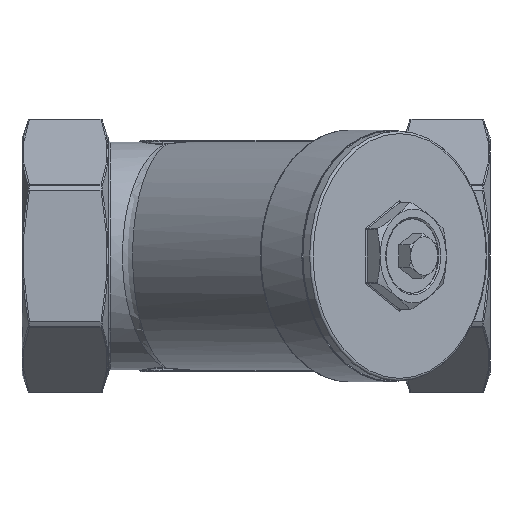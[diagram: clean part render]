
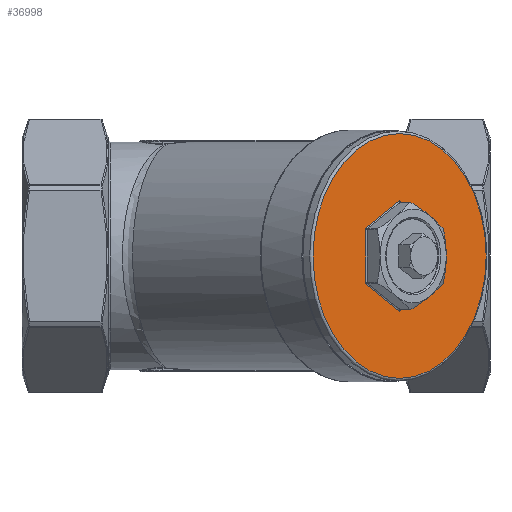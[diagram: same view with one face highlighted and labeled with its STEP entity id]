
A CAD part, front view. The second image highlights one B-rep face of the part: STEP entity #36998.
In plain terms, the highlighted planar face has unit normal (0.707, -0.707, 0).
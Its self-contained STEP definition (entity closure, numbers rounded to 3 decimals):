
#108 = EDGE_CURVE ( 'NONE', #34517, #3294, #36487, .T. ) ;
#188 = CARTESIAN_POINT ( 'NONE',  ( 170.773, -79.903, 10.97 ) ) ;
#461 = ORIENTED_EDGE ( 'NONE', *, *, #776, .T. ) ;
#776 = EDGE_CURVE ( 'NONE', #34517, #19508, #25747, .T. ) ;
#1398 = ORIENTED_EDGE ( 'NONE', *, *, #9326, .T. ) ;
#1541 = EDGE_CURVE ( 'NONE', #9685, #23442, #25396, .T. ) ;
#1809 = FACE_OUTER_BOUND ( 'NONE', #10236, .T. ) ;
#1913 = CARTESIAN_POINT ( 'NONE',  ( 171.127, -79.55, 11.836 ) ) ;
#2012 = ORIENTED_EDGE ( 'NONE', *, *, #9445, .F. ) ;
#2373 = DIRECTION ( 'NONE',  ( 0.707, 0.707, 0. ) ) ;
#2416 = EDGE_CURVE ( 'NONE', #21825, #5637, #24865, .T. ) ;
#2597 = CARTESIAN_POINT ( 'NONE',  ( 143.55, -107.127, -11.836 ) ) ;
#2627 = ORIENTED_EDGE ( 'NONE', *, *, #19307, .T. ) ;
#2639 = VERTEX_POINT ( 'NONE', #20282 ) ;
#2864 = EDGE_CURVE ( 'NONE', #9685, #5637, #19655, .T. ) ;
#2946 = DIRECTION ( 'NONE',  ( -0.612, -0.612, -0.5 ) ) ;
#3294 = VERTEX_POINT ( 'NONE', #31967 ) ;
#3329 = EDGE_CURVE ( 'NONE', #28294, #12085, #12291, .T. ) ;
#3775 = LINE ( 'NONE', #9052, #34518 ) ;
#4000 = CARTESIAN_POINT ( 'NONE',  ( 143.903, -106.773, -10.97 ) ) ;
#4393 = CARTESIAN_POINT ( 'NONE',  ( 143.196, -107.48, -10.97 ) ) ;
#4625 = CARTESIAN_POINT ( 'NONE',  ( 157.338, -93.338, 0. ) ) ;
#5389 = DIRECTION ( 'NONE',  ( 0.612, 0.612, -0.5 ) ) ;
#5465 = ORIENTED_EDGE ( 'NONE', *, *, #8122, .T. ) ;
#5551 = DIRECTION ( 'NONE',  ( 0.707, 0.707, 0. ) ) ;
#5637 = VERTEX_POINT ( 'NONE', #1913 ) ;
#5761 = DIRECTION ( 'NONE',  ( 0.707, -0.707, 0. ) ) ;
#6143 = DIRECTION ( 'NONE',  ( 0.707, -0.707, 0. ) ) ;
#7659 = FACE_BOUND ( 'NONE', #36750, .T. ) ;
#7872 = CARTESIAN_POINT ( 'NONE',  ( 157.692, -92.985, -22.805 ) ) ;
#8122 = EDGE_CURVE ( 'NONE', #2639, #2639, #17838, .T. ) ;
#9052 = CARTESIAN_POINT ( 'NONE',  ( 171.48, -79.196, 0. ) ) ;
#9232 = CIRCLE ( 'NONE', #36900, 1. ) ;
#9326 = EDGE_CURVE ( 'NONE', #28294, #23442, #12164, .T. ) ;
#9366 = CARTESIAN_POINT ( 'NONE',  ( 150.267, -100.409, 17.321 ) ) ;
#9412 = AXIS2_PLACEMENT_3D ( 'NONE', #20399, #6143, #17591 ) ;
#9445 = EDGE_CURVE ( 'NONE', #33692, #16097, #23533, .T. ) ;
#9685 = VERTEX_POINT ( 'NONE', #27495 ) ;
#9689 = AXIS2_PLACEMENT_3D ( 'NONE', #4625, #24599, #10645 ) ;
#10236 = EDGE_LOOP ( 'NONE', ( #5465 ) ) ;
#10251 = DIRECTION ( 'NONE',  ( 0.612, 0.612, 0.5 ) ) ;
#10505 = ORIENTED_EDGE ( 'NONE', *, *, #29315, .F. ) ;
#10523 = AXIS2_PLACEMENT_3D ( 'NONE', #24047, #12724, #24253 ) ;
#10567 = DIRECTION ( 'NONE',  ( 0.707, -0.707, 0. ) ) ;
#10645 = DIRECTION ( 'NONE',  ( 0.707, 0.707, 0. ) ) ;
#11257 = VECTOR ( 'NONE', #2946, 1000. ) ;
#12085 = VERTEX_POINT ( 'NONE', #16635 ) ;
#12164 = LINE ( 'NONE', #9366, #13270 ) ;
#12291 = CIRCLE ( 'NONE', #10523, 1. ) ;
#12409 = DIRECTION ( 'NONE',  ( 0., 0., -1. ) ) ;
#12724 = DIRECTION ( 'NONE',  ( 0.707, -0.707, 0. ) ) ;
#12932 = LINE ( 'NONE', #24460, #18541 ) ;
#13008 = EDGE_CURVE ( 'NONE', #33692, #12085, #24601, .T. ) ;
#13270 = VECTOR ( 'NONE', #10251, 1000. ) ;
#13398 = AXIS2_PLACEMENT_3D ( 'NONE', #188, #31636, #25630 ) ;
#14968 = ORIENTED_EDGE ( 'NONE', *, *, #3329, .F. ) ;
#15820 = DIRECTION ( 'NONE',  ( 0.707, 0.707, 0. ) ) ;
#16097 = VERTEX_POINT ( 'NONE', #2597 ) ;
#16159 = DIRECTION ( 'NONE',  ( 0.707, 0.707, 0. ) ) ;
#16635 = CARTESIAN_POINT ( 'NONE',  ( 143.196, -107.48, 10.97 ) ) ;
#17236 = CARTESIAN_POINT ( 'NONE',  ( 143.55, -107.127, 11.836 ) ) ;
#17591 = DIRECTION ( 'NONE',  ( 0.707, 0.707, 0. ) ) ;
#17838 = CIRCLE ( 'NONE', #29940, 51. ) ;
#18040 = ORIENTED_EDGE ( 'NONE', *, *, #2416, .F. ) ;
#18522 = CARTESIAN_POINT ( 'NONE',  ( 143.196, -107.48, 0. ) ) ;
#18541 = VECTOR ( 'NONE', #30288, 1000. ) ;
#18949 = EDGE_CURVE ( 'NONE', #21825, #3294, #3775, .T. ) ;
#19028 = DIRECTION ( 'NONE',  ( 0.707, -0.707, 0. ) ) ;
#19307 = EDGE_CURVE ( 'NONE', #19675, #16097, #12932, .T. ) ;
#19508 = VERTEX_POINT ( 'NONE', #7872 ) ;
#19655 = LINE ( 'NONE', #28917, #32693 ) ;
#19675 = VERTEX_POINT ( 'NONE', #27746 ) ;
#19844 = VECTOR ( 'NONE', #21740, 1000. ) ;
#20282 = CARTESIAN_POINT ( 'NONE',  ( 193.401, -57.276, 0. ) ) ;
#20399 = CARTESIAN_POINT ( 'NONE',  ( 170.773, -79.903, -10.97 ) ) ;
#21740 = DIRECTION ( 'NONE',  ( 0., 0., 1. ) ) ;
#21817 = ORIENTED_EDGE ( 'NONE', *, *, #13008, .T. ) ;
#21825 = VERTEX_POINT ( 'NONE', #23763 ) ;
#23442 = VERTEX_POINT ( 'NONE', #29977 ) ;
#23533 = CIRCLE ( 'NONE', #36148, 1. ) ;
#23763 = CARTESIAN_POINT ( 'NONE',  ( 171.48, -79.196, 10.97 ) ) ;
#24047 = CARTESIAN_POINT ( 'NONE',  ( 143.903, -106.773, 10.97 ) ) ;
#24253 = DIRECTION ( 'NONE',  ( 0.707, 0.707, 0. ) ) ;
#24460 = CARTESIAN_POINT ( 'NONE',  ( 150.267, -100.409, -17.321 ) ) ;
#24599 = DIRECTION ( 'NONE',  ( 0.707, -0.707, 0. ) ) ;
#24601 = LINE ( 'NONE', #18522, #19844 ) ;
#24777 = ORIENTED_EDGE ( 'NONE', *, *, #18949, .T. ) ;
#24865 = CIRCLE ( 'NONE', #13398, 1. ) ;
#24955 = DIRECTION ( 'NONE',  ( 0.707, -0.707, 0. ) ) ;
#25202 = CARTESIAN_POINT ( 'NONE',  ( 164.409, -86.267, -17.321 ) ) ;
#25396 = CIRCLE ( 'NONE', #36896, 1. ) ;
#25630 = DIRECTION ( 'NONE',  ( 0.707, 0.707, 0. ) ) ;
#25729 = CARTESIAN_POINT ( 'NONE',  ( 157.338, -93.338, 0. ) ) ;
#25747 = LINE ( 'NONE', #25202, #11257 ) ;
#27495 = CARTESIAN_POINT ( 'NONE',  ( 157.692, -92.985, 22.805 ) ) ;
#27746 = CARTESIAN_POINT ( 'NONE',  ( 156.985, -93.692, -22.805 ) ) ;
#28294 = VERTEX_POINT ( 'NONE', #17236 ) ;
#28917 = CARTESIAN_POINT ( 'NONE',  ( 164.409, -86.267, 17.321 ) ) ;
#29315 = EDGE_CURVE ( 'NONE', #19675, #19508, #9232, .T. ) ;
#29940 = AXIS2_PLACEMENT_3D ( 'NONE', #25729, #5761, #2373 ) ;
#29977 = CARTESIAN_POINT ( 'NONE',  ( 156.985, -93.692, 22.805 ) ) ;
#30100 = ORIENTED_EDGE ( 'NONE', *, *, #1541, .F. ) ;
#30288 = DIRECTION ( 'NONE',  ( -0.612, -0.612, 0.5 ) ) ;
#30434 = PLANE ( 'NONE',  #9689 ) ;
#30887 = ORIENTED_EDGE ( 'NONE', *, *, #108, .F. ) ;
#31328 = CARTESIAN_POINT ( 'NONE',  ( 157.338, -93.338, -21.939 ) ) ;
#31636 = DIRECTION ( 'NONE',  ( 0.707, -0.707, 0. ) ) ;
#31655 = CARTESIAN_POINT ( 'NONE',  ( 171.127, -79.55, -11.836 ) ) ;
#31967 = CARTESIAN_POINT ( 'NONE',  ( 171.48, -79.196, -10.97 ) ) ;
#32693 = VECTOR ( 'NONE', #5389, 1000. ) ;
#33530 = CARTESIAN_POINT ( 'NONE',  ( 157.338, -93.338, 21.939 ) ) ;
#33692 = VERTEX_POINT ( 'NONE', #4393 ) ;
#34517 = VERTEX_POINT ( 'NONE', #31655 ) ;
#34518 = VECTOR ( 'NONE', #12409, 1000. ) ;
#36148 = AXIS2_PLACEMENT_3D ( 'NONE', #4000, #19028, #15820 ) ;
#36487 = CIRCLE ( 'NONE', #9412, 1. ) ;
#36750 = EDGE_LOOP ( 'NONE', ( #2012, #21817, #14968, #1398, #30100, #36806, #18040, #24777, #30887, #461, #10505, #2627 ) ) ;
#36806 = ORIENTED_EDGE ( 'NONE', *, *, #2864, .T. ) ;
#36896 = AXIS2_PLACEMENT_3D ( 'NONE', #33530, #10567, #16159 ) ;
#36900 = AXIS2_PLACEMENT_3D ( 'NONE', #31328, #24955, #5551 ) ;
#36998 = ADVANCED_FACE ( 'NONE', ( #7659, #1809 ), #30434, .T. ) ;
